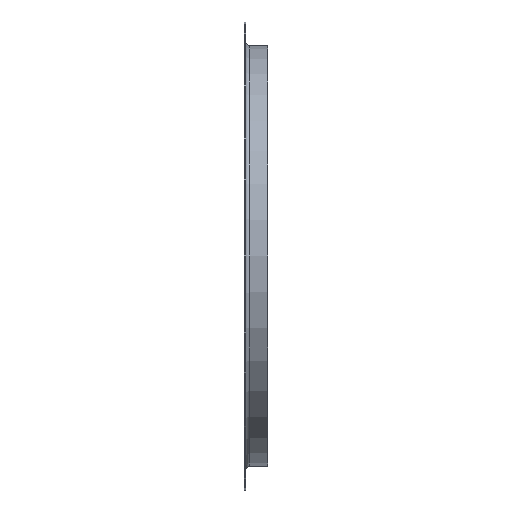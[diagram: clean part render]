
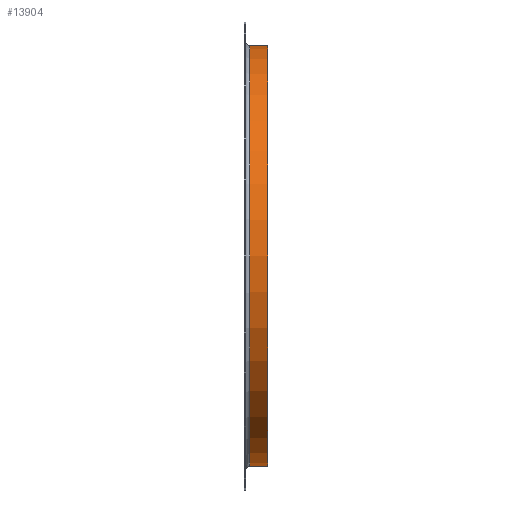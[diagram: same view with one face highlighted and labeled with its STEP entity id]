
A CAD part, front view. The second image highlights one B-rep face of the part: STEP entity #13904.
In plain terms, the highlighted cylindrical face has radius 406.4 mm (diameter 812.8 mm), a full revolution.
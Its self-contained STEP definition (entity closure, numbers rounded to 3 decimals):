
#124 = CARTESIAN_POINT ( 'NONE',  ( 45., 0., 0. ) ) ;
#412 = EDGE_CURVE ( 'NONE', #11953, #11953, #9849, .T. ) ;
#1332 = DIRECTION ( 'NONE',  ( 0., 0., 1. ) ) ;
#1879 = ORIENTED_EDGE ( 'NONE', *, *, #13088, .F. ) ;
#3491 = AXIS2_PLACEMENT_3D ( 'NONE', #124, #5019, #9885 ) ;
#5019 = DIRECTION ( 'NONE',  ( -1., 0., 0. ) ) ;
#6839 = FACE_OUTER_BOUND ( 'NONE', #15587, .T. ) ;
#7422 = DIRECTION ( 'NONE',  ( -1., 0., 0. ) ) ;
#7946 = AXIS2_PLACEMENT_3D ( 'NONE', #9896, #7422, #1332 ) ;
#8132 = VERTEX_POINT ( 'NONE', #11869 ) ;
#9320 = DIRECTION ( 'NONE',  ( -1., 0., 0. ) ) ;
#9849 = CIRCLE ( 'NONE', #3491, 406.4 ) ;
#9885 = DIRECTION ( 'NONE',  ( 0., 0., 1. ) ) ;
#9896 = CARTESIAN_POINT ( 'NONE',  ( 10., 0., 0. ) ) ;
#10456 = DIRECTION ( 'NONE',  ( 0., 0., 1. ) ) ;
#10760 = CARTESIAN_POINT ( 'NONE',  ( 0., 0., 0. ) ) ;
#11059 = EDGE_LOOP ( 'NONE', ( #13764 ) ) ;
#11869 = CARTESIAN_POINT ( 'NONE',  ( 10., 0., 406.4 ) ) ;
#11953 = VERTEX_POINT ( 'NONE', #13157 ) ;
#11962 = FACE_OUTER_BOUND ( 'NONE', #11059, .T. ) ;
#12259 = CIRCLE ( 'NONE', #7946, 406.4 ) ;
#13088 = EDGE_CURVE ( 'NONE', #8132, #8132, #12259, .T. ) ;
#13157 = CARTESIAN_POINT ( 'NONE',  ( 45., 0., 406.4 ) ) ;
#13166 = CYLINDRICAL_SURFACE ( 'NONE', #14570, 406.4 ) ;
#13764 = ORIENTED_EDGE ( 'NONE', *, *, #412, .T. ) ;
#13904 = ADVANCED_FACE ( 'NONE', ( #6839, #11962 ), #13166, .T. ) ;
#14570 = AXIS2_PLACEMENT_3D ( 'NONE', #10760, #9320, #10456 ) ;
#15587 = EDGE_LOOP ( 'NONE', ( #1879 ) ) ;
